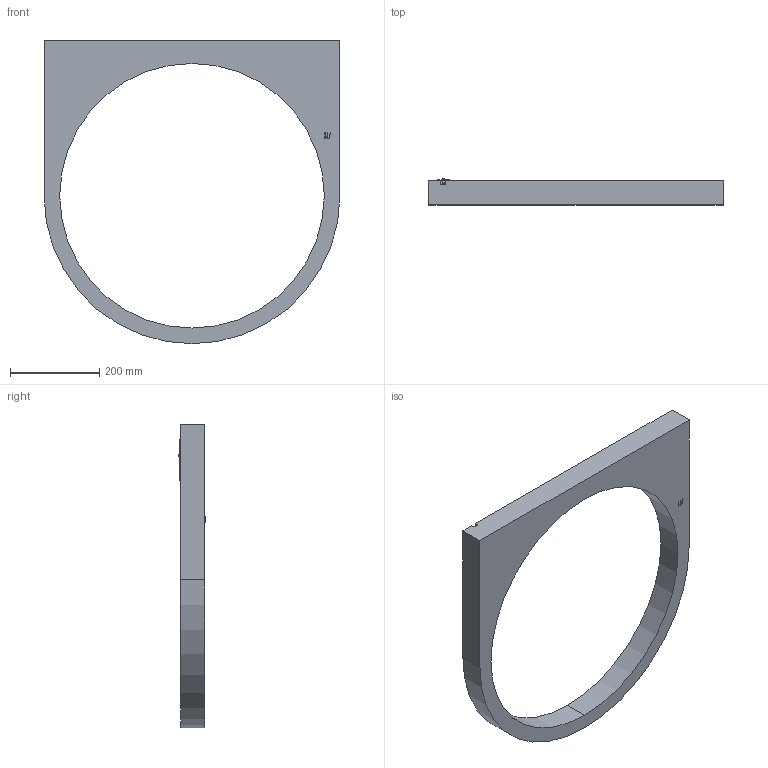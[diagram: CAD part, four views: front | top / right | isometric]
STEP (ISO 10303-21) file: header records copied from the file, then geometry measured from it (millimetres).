
FILE_DESCRIPTION (( 'STEP AP214' ), '1' );
FILE_NAME ('ﾒﾄﾇﾋﾂ-10.STEP', '2023-07-14T06:16:24', ( '' ), ( '' ), 'SwSTEP 2.0', 'SolidWorks 2014', '' );
FILE_SCHEMA (( 'AUTOMOTIVE_DESIGN' ));
Length unit declared in the file: millimetre
Products named in the file (13): Âèíò ÃÎÑÒ 17473-80_4å20; Âèíò ÃÎÑÒ 17473-80_6å10; ﾘ琺矜 DIN 127 B_6; ﾘ琺矜 DIN 125 ﾀ_6.01.019; ÂÅÈÓ.754312.155 Òàáëè÷êà òåõíè÷åñêèõ äàííûõ ÒÄÇËÂ-10; 屡扔.323293.005 署赅; ÂÅÈÓ.671272.501 Ñáîðêà òðàíñôîðìàòîðíîãî äàò÷èêà ñ çàëèâêîé; Ãàéêà øåñòèãðàííàÿ DIN 934_4; Êîìïàóíä^ÂÅÈÓ.671272.501 Ñáîðêà òðàíñôîðìàòîðíîãî äàò÷èêà ñ çàëèâêîé; ÂÅÈÓ.671272.301 Ìàãíèòîïðîâîä ñ îáìîòêîé; ÂÅÈÓ.684421.006 Ìàãíèòîïðîâîä; ÂÅÈÓ.758414.001 Ãàéêà êîíòàêòíàÿ_-01; ﾒﾄﾇﾋﾂ-10
Assembly tree (20 placements, depth 4):
  ﾒﾄﾇﾋﾂ-10
    ÂÅÈÓ.671272.501 Ñáîðêà òðàíñôîðìàòîðíîãî äàò÷èêà ñ çàëèâêîé
      ÂÅÈÓ.671272.301 Ìàãíèòîïðîâîä ñ îáìîòêîé
        ÂÅÈÓ.758414.001 Ãàéêà êîíòàêòíàÿ_-01  x3
        ÂÅÈÓ.684421.006 Ìàãíèòîïðîâîä
      Êîìïàóíä^ÂÅÈÓ.671272.501 Ñáîðêà òðàíñôîðìàòîðíîãî äàò÷èêà ñ çàëèâêîé
      Ãàéêà øåñòèãðàííàÿ DIN 934_4
    屡扔.323293.005 署赅
    ÂÅÈÓ.754312.155 Òàáëè÷êà òåõíè÷åñêèõ äàííûõ ÒÄÇËÂ-10
    ﾘ琺矜 DIN 125 ﾀ_6.01.019  x3
    ﾘ琺矜 DIN 127 B_6  x3
    Âèíò ÃÎÑÒ 17473-80_6å10  x3
    Âèíò ÃÎÑÒ 17473-80_4å20
Bounding box: 662 x 59.75 x 679 mm (x, y, z)
Volume: 7282550.5 mm3; surface area: 635451.6 mm2
Topology: 18 solids, 18 shells, 1641 faces, 4287 edges, 2838 vertices
Faces by surface type: plane 862, bspline 626, cylinder 91, cone 38, torus 16, sphere 8
Entity records: 89081 total; most frequent: CARTESIAN_POINT 42125, ORIENTED_EDGE 8106, DIRECTION 4799, EDGE_CURVE 4053, VERTEX_POINT 2690, VECTOR 2619, LINE 2619, EDGE_LOOP 1699
